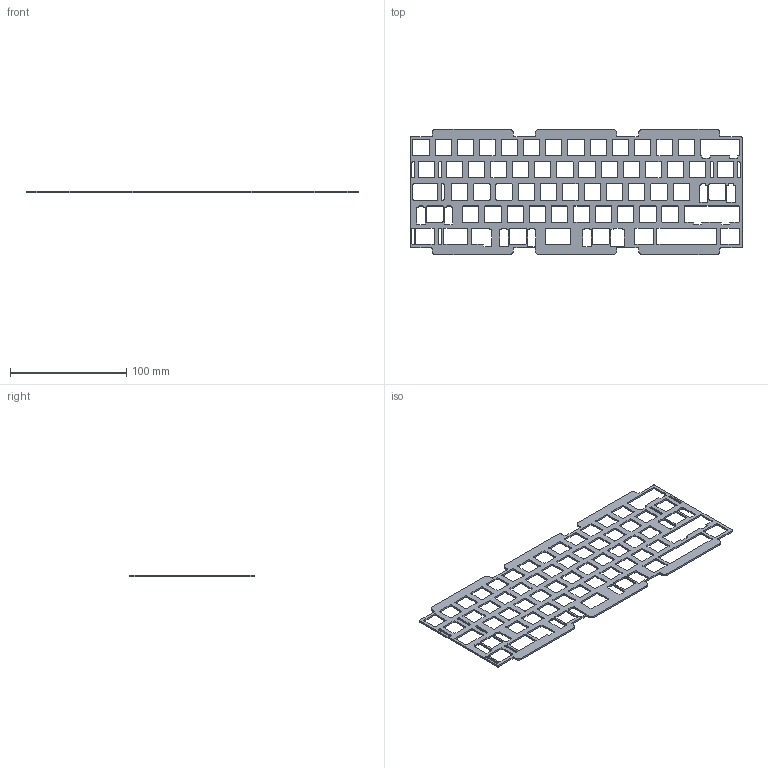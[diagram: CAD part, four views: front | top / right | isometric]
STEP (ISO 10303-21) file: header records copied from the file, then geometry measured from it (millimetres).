
FILE_DESCRIPTION (( 'STEP AP203' ), '1' );
FILE_NAME ('Plate- ANSI.STEP', '2020-10-30T23:25:25', ( '' ), ( '' ), 'SwSTEP 2.0', 'SolidWorks 2020', '' );
FILE_SCHEMA (( 'CONFIG_CONTROL_DESIGN' ));
Length unit declared in the file: millimetre
Products named in the file (1): Plate- ANSI
Bounding box: 285.75 x 108.25 x 1.5 mm (x, y, z)
Volume: 22341.7 mm3; surface area: 37416.1 mm2
Topology: 1 solids, 1 shells, 752 faces, 2250 edges, 1500 vertices
Faces by surface type: plane 390, cylinder 362
Entity records: 25883 total; most frequent: CARTESIAN_POINT 4503, ORIENTED_EDGE 4500, DIRECTION 4480, EDGE_CURVE 2250, VECTOR 1526, LINE 1526, VERTEX_POINT 1500, AXIS2_PLACEMENT_3D 1477
